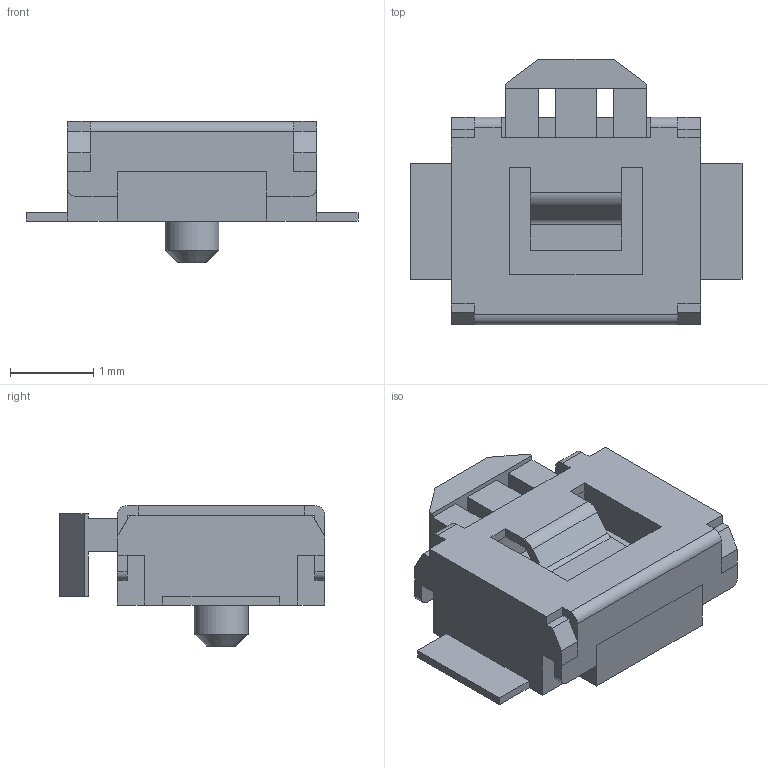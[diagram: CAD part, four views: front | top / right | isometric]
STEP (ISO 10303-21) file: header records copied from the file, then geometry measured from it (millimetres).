
FILE_DESCRIPTION(/* description */ ('model of SW_SPST_B3U-3000P-B'),/* implementation_level */ '2;1');
FILE_NAME(/* name */ 'SW_SPST_B3U-3000P-B.step',/* time_stamp */ '1970-01-01T00:00:00',/* author */ ('KiCAD','kicad'),/* organization */ ('OCCT'),/* preprocessor_version */ '',/* originating_system */ 'KiCAD',/* authorisation */ '');
FILE_SCHEMA(('AUTOMOTIVE_DESIGN { 1 0 10303 214 1 1 1 1 }'));
Length unit declared in the file: millimetre
Products named in the file (1): SW_SPST_B3U-3000P-B
Bounding box: 4 x 3.2 x 1.7 mm (x, y, z)
Volume: 8.1 mm3; surface area: 50.3 mm2
Topology: 1 solids, 1 shells, 123 faces, 362 edges, 229 vertices
Faces by surface type: plane 110, cylinder 12, cone 1
Full cylindrical faces by diameter (mm): 0.65 x1
Entity records: 2641 total; most frequent: ORIENTED_EDGE 567, EDGE_CURVE 362, CARTESIAN_POINT 306, LINE 284, VERTEX_POINT 229, AXIS2_PLACEMENT_3D 132, FACE_BOUND 129, EDGE_LOOP 129
